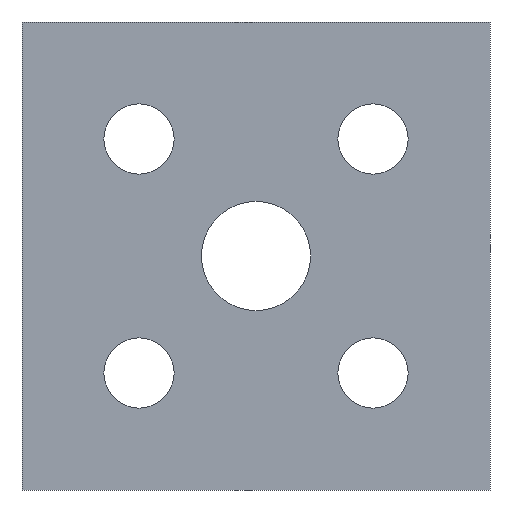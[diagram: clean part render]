
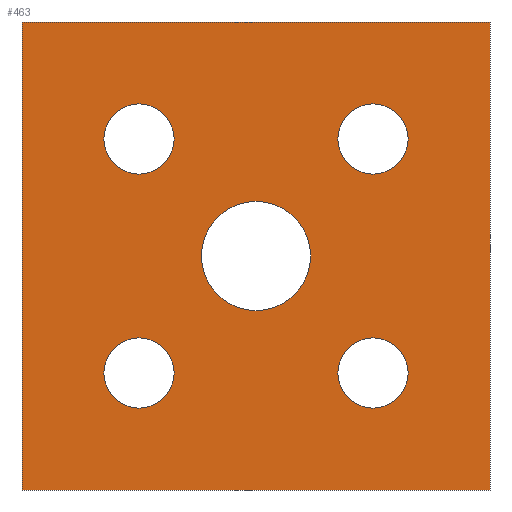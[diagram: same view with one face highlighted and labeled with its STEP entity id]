
A CAD part, front view. The second image highlights one B-rep face of the part: STEP entity #463.
In plain terms, the highlighted planar face has unit normal (0, -1, 0).
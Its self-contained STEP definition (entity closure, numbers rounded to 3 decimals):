
#3 = DIRECTION ( 'NONE',  ( 0., 0., -1. ) ) ;
#6 = AXIS2_PLACEMENT_3D ( 'NONE', #264, #835, #39 ) ;
#19 = AXIS2_PLACEMENT_3D ( 'NONE', #475, #120, #185 ) ;
#23 = EDGE_LOOP ( 'NONE', ( #241, #885 ) ) ;
#26 = AXIS2_PLACEMENT_3D ( 'NONE', #346, #783, #211 ) ;
#29 = EDGE_CURVE ( 'NONE', #248, #725, #658, .T. ) ;
#31 = VERTEX_POINT ( 'NONE', #669 ) ;
#39 = DIRECTION ( 'NONE',  ( 0., 0., 1. ) ) ;
#56 = DIRECTION ( 'NONE',  ( 0., 0., 1. ) ) ;
#59 = AXIS2_PLACEMENT_3D ( 'NONE', #771, #489, #551 ) ;
#70 = LINE ( 'NONE', #573, #864 ) ;
#74 = EDGE_CURVE ( 'NONE', #564, #233, #93, .T. ) ;
#77 = CARTESIAN_POINT ( 'NONE',  ( -30., 0., -30. ) ) ;
#78 = ORIENTED_EDGE ( 'NONE', *, *, #800, .T. ) ;
#81 = DIRECTION ( 'NONE',  ( 0., 0., -1. ) ) ;
#93 = CIRCLE ( 'NONE', #6, 4.5 ) ;
#101 = EDGE_LOOP ( 'NONE', ( #795, #78 ) ) ;
#109 = EDGE_CURVE ( 'NONE', #31, #721, #572, .T. ) ;
#116 = CARTESIAN_POINT ( 'NONE',  ( -15., 0., 10.5 ) ) ;
#120 = DIRECTION ( 'NONE',  ( 0., 1., 0. ) ) ;
#124 = DIRECTION ( 'NONE',  ( 0., 1., 0. ) ) ;
#128 = DIRECTION ( 'NONE',  ( 0., 1., 0. ) ) ;
#138 = FACE_BOUND ( 'NONE', #23, .T. ) ;
#148 = CARTESIAN_POINT ( 'NONE',  ( 30., 0., -30. ) ) ;
#152 = ORIENTED_EDGE ( 'NONE', *, *, #74, .T. ) ;
#154 = VERTEX_POINT ( 'NONE', #116 ) ;
#156 = EDGE_CURVE ( 'NONE', #594, #248, #399, .T. ) ;
#159 = ORIENTED_EDGE ( 'NONE', *, *, #915, .T. ) ;
#165 = EDGE_CURVE ( 'NONE', #729, #519, #766, .T. ) ;
#178 = AXIS2_PLACEMENT_3D ( 'NONE', #613, #192, #619 ) ;
#185 = DIRECTION ( 'NONE',  ( 0., 0., 1. ) ) ;
#192 = DIRECTION ( 'NONE',  ( 0., -1., 0. ) ) ;
#198 = EDGE_CURVE ( 'NONE', #527, #594, #321, .T. ) ;
#211 = DIRECTION ( 'NONE',  ( 0., 0., 1. ) ) ;
#214 = CARTESIAN_POINT ( 'NONE',  ( 0., 0., 7. ) ) ;
#215 = CARTESIAN_POINT ( 'NONE',  ( 15., 0., 10.5 ) ) ;
#221 = PLANE ( 'NONE',  #540 ) ;
#233 = VERTEX_POINT ( 'NONE', #345 ) ;
#239 = ORIENTED_EDGE ( 'NONE', *, *, #109, .T. ) ;
#241 = ORIENTED_EDGE ( 'NONE', *, *, #565, .F. ) ;
#246 = VECTOR ( 'NONE', #406, 1000. ) ;
#248 = VERTEX_POINT ( 'NONE', #610 ) ;
#249 = ORIENTED_EDGE ( 'NONE', *, *, #156, .F. ) ;
#260 = CARTESIAN_POINT ( 'NONE',  ( -30., 0., 30. ) ) ;
#264 = CARTESIAN_POINT ( 'NONE',  ( -15., 0., -15. ) ) ;
#269 = CARTESIAN_POINT ( 'NONE',  ( -30., 0., 30. ) ) ;
#278 = FACE_BOUND ( 'NONE', #533, .T. ) ;
#280 = CIRCLE ( 'NONE', #548, 4.5 ) ;
#295 = DIRECTION ( 'NONE',  ( 0., 1., 0. ) ) ;
#310 = AXIS2_PLACEMENT_3D ( 'NONE', #861, #857, #3 ) ;
#321 = LINE ( 'NONE', #269, #556 ) ;
#339 = CARTESIAN_POINT ( 'NONE',  ( -15., 0., -10.5 ) ) ;
#345 = CARTESIAN_POINT ( 'NONE',  ( -15., 0., -19.5 ) ) ;
#346 = CARTESIAN_POINT ( 'NONE',  ( -15., 0., -15. ) ) ;
#361 = CARTESIAN_POINT ( 'NONE',  ( -15., 0., 19.5 ) ) ;
#367 = AXIS2_PLACEMENT_3D ( 'NONE', #758, #128, #675 ) ;
#373 = DIRECTION ( 'NONE',  ( 0., 0., 1. ) ) ;
#381 = ORIENTED_EDGE ( 'NONE', *, *, #487, .F. ) ;
#399 = LINE ( 'NONE', #767, #246 ) ;
#406 = DIRECTION ( 'NONE',  ( 1., 0., 0. ) ) ;
#415 = CARTESIAN_POINT ( 'NONE',  ( -15., 0., 15. ) ) ;
#418 = DIRECTION ( 'NONE',  ( 0., 1., 0. ) ) ;
#429 = AXIS2_PLACEMENT_3D ( 'NONE', #415, #418, #56 ) ;
#435 = CARTESIAN_POINT ( 'NONE',  ( 15., 0., 15. ) ) ;
#436 = VERTEX_POINT ( 'NONE', #214 ) ;
#444 = CIRCLE ( 'NONE', #26, 4.5 ) ;
#463 = ADVANCED_FACE ( 'NONE', ( #278, #708, #776, #780, #138, #504 ), #221, .T. ) ;
#475 = CARTESIAN_POINT ( 'NONE',  ( 15., 0., -15. ) ) ;
#487 = EDGE_CURVE ( 'NONE', #725, #527, #70, .T. ) ;
#489 = DIRECTION ( 'NONE',  ( 0., 1., 0. ) ) ;
#500 = VERTEX_POINT ( 'NONE', #361 ) ;
#504 = FACE_OUTER_BOUND ( 'NONE', #886, .T. ) ;
#519 = VERTEX_POINT ( 'NONE', #215 ) ;
#522 = EDGE_CURVE ( 'NONE', #603, #436, #666, .T. ) ;
#527 = VERTEX_POINT ( 'NONE', #77 ) ;
#530 = DIRECTION ( 'NONE',  ( 0., 0., 1. ) ) ;
#533 = EDGE_LOOP ( 'NONE', ( #668, #159 ) ) ;
#540 = AXIS2_PLACEMENT_3D ( 'NONE', #719, #925, #81 ) ;
#547 = CIRCLE ( 'NONE', #59, 4.5 ) ;
#548 = AXIS2_PLACEMENT_3D ( 'NONE', #765, #124, #697 ) ;
#551 = DIRECTION ( 'NONE',  ( 0., 0., 1. ) ) ;
#556 = VECTOR ( 'NONE', #530, 1000. ) ;
#564 = VERTEX_POINT ( 'NONE', #339 ) ;
#565 = EDGE_CURVE ( 'NONE', #436, #603, #581, .T. ) ;
#572 = CIRCLE ( 'NONE', #19, 4.5 ) ;
#573 = CARTESIAN_POINT ( 'NONE',  ( -30., 0., -30. ) ) ;
#576 = CARTESIAN_POINT ( 'NONE',  ( 15., 0., 19.5 ) ) ;
#581 = CIRCLE ( 'NONE', #178, 7. ) ;
#585 = CARTESIAN_POINT ( 'NONE',  ( 15., 0., -19.5 ) ) ;
#590 = EDGE_LOOP ( 'NONE', ( #239, #893 ) ) ;
#594 = VERTEX_POINT ( 'NONE', #260 ) ;
#600 = EDGE_LOOP ( 'NONE', ( #152, #883 ) ) ;
#603 = VERTEX_POINT ( 'NONE', #701 ) ;
#610 = CARTESIAN_POINT ( 'NONE',  ( 30., 0., 30. ) ) ;
#613 = CARTESIAN_POINT ( 'NONE',  ( 0., 0., 0. ) ) ;
#619 = DIRECTION ( 'NONE',  ( 0., 0., -1. ) ) ;
#637 = EDGE_CURVE ( 'NONE', #500, #154, #280, .T. ) ;
#639 = CIRCLE ( 'NONE', #682, 4.5 ) ;
#658 = LINE ( 'NONE', #876, #808 ) ;
#661 = ORIENTED_EDGE ( 'NONE', *, *, #29, .F. ) ;
#666 = CIRCLE ( 'NONE', #310, 7. ) ;
#668 = ORIENTED_EDGE ( 'NONE', *, *, #637, .T. ) ;
#669 = CARTESIAN_POINT ( 'NONE',  ( 15., 0., -10.5 ) ) ;
#675 = DIRECTION ( 'NONE',  ( 0., 0., 1. ) ) ;
#682 = AXIS2_PLACEMENT_3D ( 'NONE', #435, #295, #373 ) ;
#697 = DIRECTION ( 'NONE',  ( 0., 0., 1. ) ) ;
#701 = CARTESIAN_POINT ( 'NONE',  ( 0., 0., -7. ) ) ;
#708 = FACE_BOUND ( 'NONE', #101, .T. ) ;
#712 = DIRECTION ( 'NONE',  ( -1., 0., 0. ) ) ;
#719 = CARTESIAN_POINT ( 'NONE',  ( 0., 0., 0. ) ) ;
#721 = VERTEX_POINT ( 'NONE', #585 ) ;
#725 = VERTEX_POINT ( 'NONE', #148 ) ;
#729 = VERTEX_POINT ( 'NONE', #576 ) ;
#741 = DIRECTION ( 'NONE',  ( 0., 0., -1. ) ) ;
#758 = CARTESIAN_POINT ( 'NONE',  ( 15., 0., 15. ) ) ;
#765 = CARTESIAN_POINT ( 'NONE',  ( -15., 0., 15. ) ) ;
#766 = CIRCLE ( 'NONE', #367, 4.5 ) ;
#767 = CARTESIAN_POINT ( 'NONE',  ( -30., 0., 30. ) ) ;
#771 = CARTESIAN_POINT ( 'NONE',  ( 15., 0., -15. ) ) ;
#776 = FACE_BOUND ( 'NONE', #590, .T. ) ;
#780 = FACE_BOUND ( 'NONE', #600, .T. ) ;
#783 = DIRECTION ( 'NONE',  ( 0., 1., 0. ) ) ;
#795 = ORIENTED_EDGE ( 'NONE', *, *, #165, .T. ) ;
#800 = EDGE_CURVE ( 'NONE', #519, #729, #639, .T. ) ;
#803 = ORIENTED_EDGE ( 'NONE', *, *, #198, .F. ) ;
#808 = VECTOR ( 'NONE', #741, 1000. ) ;
#815 = CIRCLE ( 'NONE', #429, 4.5 ) ;
#827 = EDGE_CURVE ( 'NONE', #721, #31, #547, .T. ) ;
#835 = DIRECTION ( 'NONE',  ( 0., 1., 0. ) ) ;
#857 = DIRECTION ( 'NONE',  ( 0., -1., 0. ) ) ;
#861 = CARTESIAN_POINT ( 'NONE',  ( 0., 0., 0. ) ) ;
#864 = VECTOR ( 'NONE', #712, 1000. ) ;
#876 = CARTESIAN_POINT ( 'NONE',  ( 30., 0., 30. ) ) ;
#883 = ORIENTED_EDGE ( 'NONE', *, *, #926, .T. ) ;
#885 = ORIENTED_EDGE ( 'NONE', *, *, #522, .F. ) ;
#886 = EDGE_LOOP ( 'NONE', ( #661, #249, #803, #381 ) ) ;
#893 = ORIENTED_EDGE ( 'NONE', *, *, #827, .T. ) ;
#915 = EDGE_CURVE ( 'NONE', #154, #500, #815, .T. ) ;
#925 = DIRECTION ( 'NONE',  ( 0., -1., 0. ) ) ;
#926 = EDGE_CURVE ( 'NONE', #233, #564, #444, .T. ) ;
